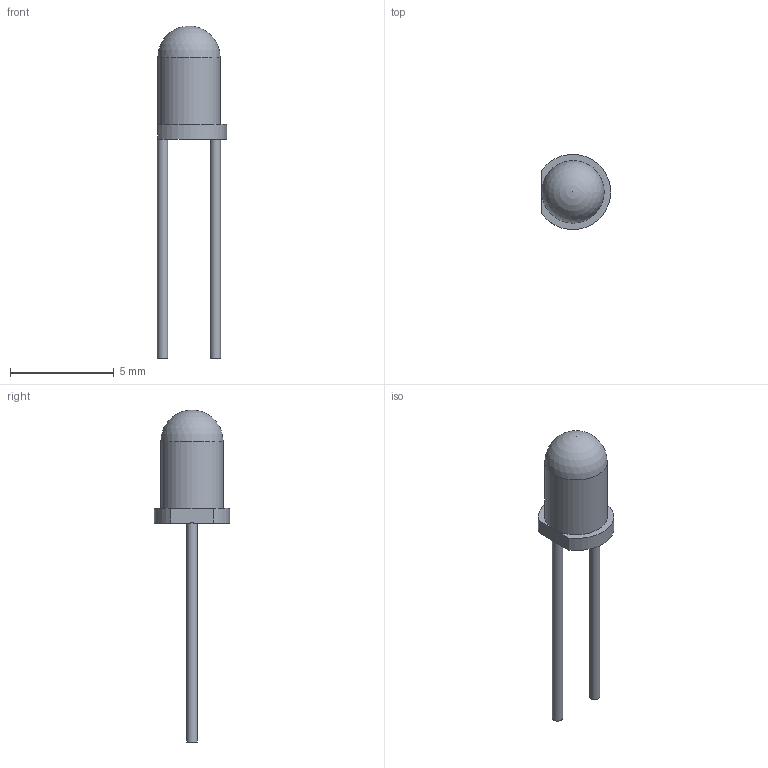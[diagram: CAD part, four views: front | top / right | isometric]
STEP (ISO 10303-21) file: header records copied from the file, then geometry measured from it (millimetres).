
FILE_DESCRIPTION(/* description */ ('FreeCAD Model'),/* implementation_level */ '2;1');
FILE_NAME(/* name */ 'led3mm.stp',/* time_stamp */ '2021-04-11T20:13:37+02:00',/* author */ ('LP'),/* organization */ (''),/* preprocessor_version */ 'ST-DEVELOPER v18.1',/* originating_system */ 'Autodesk Inventor 2021',/* authorisation */ 'Unknown');
FILE_SCHEMA (('AUTOMOTIVE_DESIGN { 1 0 10303 214 3 1 1 }'));
Length unit declared in the file: millimetre
Products named in the file (1): led3mm
Bounding box: 3.33 x 3.62 x 15.97 mm (x, y, z)
Volume: 41.1 mm3; surface area: 99.3 mm2
Topology: 3 solids, 3 shells, 12 faces, 24 edges, 17 vertices
Faces by surface type: plane 7, cylinder 4, sphere 1
Full cylindrical faces by diameter (mm): 0.5 x2, 3 x1
Entity records: 380 total; most frequent: DIRECTION 64, CARTESIAN_POINT 53, ORIENTED_EDGE 46, AXIS2_PLACEMENT_3D 28, EDGE_CURVE 23, VERTEX_POINT 17, CIRCLE 15, FACE_OUTER_BOUND 12
